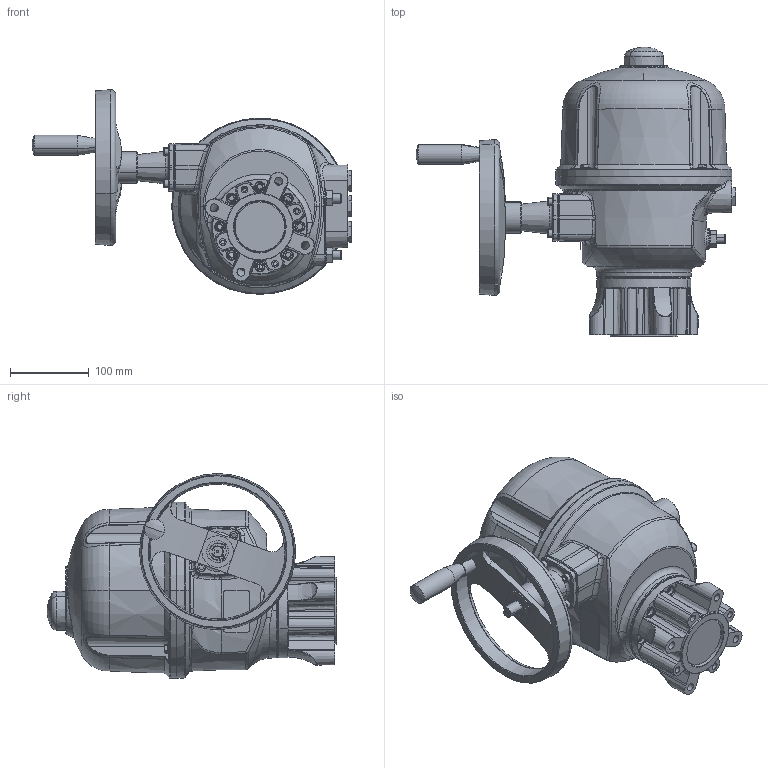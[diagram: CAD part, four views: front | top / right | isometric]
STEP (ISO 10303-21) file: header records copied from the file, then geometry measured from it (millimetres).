
FILE_DESCRIPTION (( 'STEP AP214' ), '1' );
FILE_NAME ('CD_02075_FR_EN.STEP', '2019-01-22T06:04:01', ( '' ), ( '' ), 'SwSTEP 2.0', 'SolidWorks 2017', '' );
FILE_SCHEMA (( 'AUTOMOTIVE_DESIGN' ));
Length unit declared in the file: millimetre
Products named in the file (1): CD_02075_FR_EN
Bounding box: 406.35 x 368.5 x 260.1 mm (x, y, z)
Surface area: 377754.2 mm2 (no closed solid volume)
Topology: 0 solids, 38 shells, 948 faces, 2915 edges, 1948 vertices
Faces by surface type: plane 250, bspline 215, cylinder 206, torus 166, cone 101, sphere 10
Entity records: 55478 total; most frequent: CARTESIAN_POINT 21201, ORIENTED_EDGE 4940, DIRECTION 4625, EDGE_CURVE 2898, VERTEX_POINT 1948, AXIS2_PLACEMENT_3D 1866, CIRCLE 1132, EDGE_LOOP 1055
